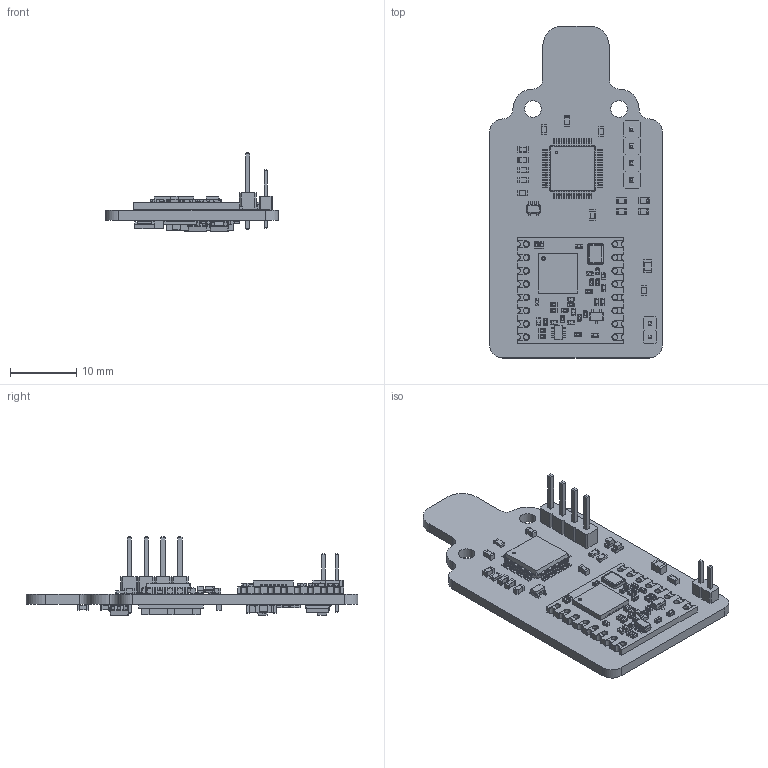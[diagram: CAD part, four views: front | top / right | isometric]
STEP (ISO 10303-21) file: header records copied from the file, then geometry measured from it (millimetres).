
FILE_DESCRIPTION(('KiCad electronic assembly'),'2;1');
FILE_NAME('PicoBalloon.step','2025-08-01T17:56:01',('Pcbnew'),('Kicad'), 'Open CASCADE STEP processor 7.6','KiCad to STEP converter','Unknown' );
FILE_SCHEMA(('AUTOMOTIVE_DESIGN { 1 0 10303 214 1 1 1 1 }'));
Length unit declared in the file: millimetre
Products named in the file (28): PicoBalloon 1; C_0603_1608Metric; PinHeader_1x04_P2.54mm_Vertical; LQFP-48_7x7mm_P0.5mm; LED_0603_1608Metric; R_0603_1608Metric; PinHeader_1x02_P2.00mm_Vertical; C_0805_2012Metric; RFM95 LoRa v15; QFN 28 v2; SMD Crystal v1; CAP 0403 v1; CAP Ceramic 0403 v1; Res 0403 v1; CAP ML 0403 v1; SOT-323 v1; Inductor SMD 0403 v1; SOT-363 v1; SOLID; SOT-353_SC-70-5; SOT-23-6; L_0603_1608Metric; SOT-23-5; ATGM336H; R_2010_5025Metric; CP_EIA-3528-12_Kemet-T; L_1008_2520Metric; PicoBalloon_PCB
Assembly tree (75 placements, depth 3):
  PicoBalloon 1
    C_0603_1608Metric  x11
    PinHeader_1x04_P2.54mm_Vertical
    LQFP-48_7x7mm_P0.5mm
    LED_0603_1608Metric  x2
    R_0603_1608Metric  x10
    PinHeader_1x02_P2.00mm_Vertical
    C_0805_2012Metric  x3
    RFM95 LoRa v15
      QFN 28 v2
      SMD Crystal v1
      CAP 0403 v1  x8
      CAP Ceramic 0403 v1  x8
      Res 0403 v1  x4
      CAP ML 0403 v1  x5
      SOT-323 v1
      Inductor SMD 0403 v1  x5
      SOT-363 v1
      SOLID
    SOT-353_SC-70-5
    SOT-23-6  x2
    L_0603_1608Metric
    SOT-23-5
    ATGM336H
    R_2010_5025Metric
    CP_EIA-3528-12_Kemet-T
    L_1008_2520Metric
    PicoBalloon_PCB
Bounding box: 26 x 50 x 11.78 mm (x, y, z)
Volume: 2344.3 mm3; surface area: 4463.7 mm2
Topology: 131 solids, 131 shells, 4459 faces, 11368 edges, 7053 vertices
Faces by surface type: plane 2851, cylinder 1294, sphere 216, bspline 94, torus 4
Full cylindrical faces by diameter (mm): 0.8 x18, 1 x4, 2.5 x2
Entity records: 83567 total; most frequent: CARTESIAN_POINT 15622, ORIENTED_EDGE 14048, DIRECTION 13720, EDGE_CURVE 7024, LINE 5576, VECTOR 5576, VERTEX_POINT 4494, AXIS2_PLACEMENT_3D 4072
